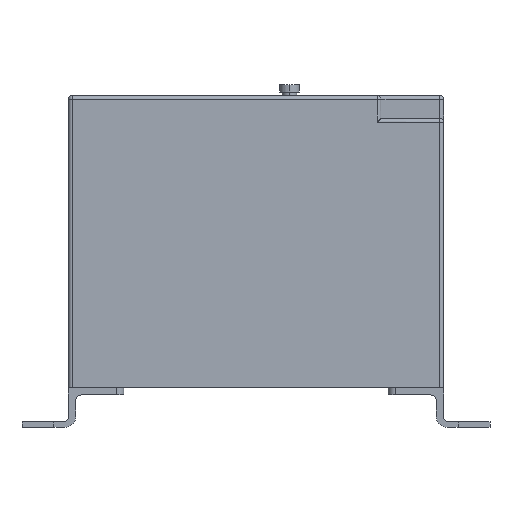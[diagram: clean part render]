
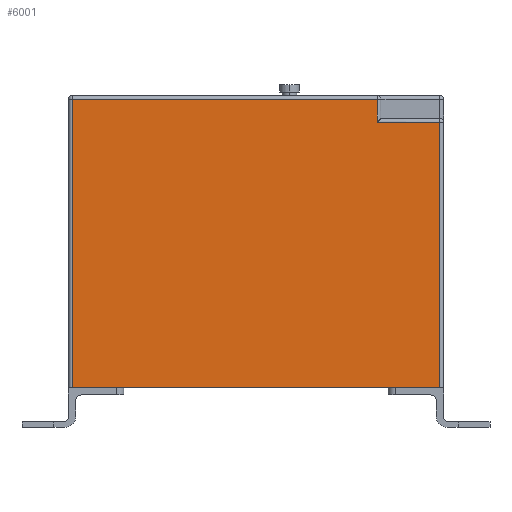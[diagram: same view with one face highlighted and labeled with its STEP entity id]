
A CAD part, left-side view. The second image highlights one B-rep face of the part: STEP entity #6001.
In plain terms, the highlighted planar face has unit normal (-1, 0, 0).
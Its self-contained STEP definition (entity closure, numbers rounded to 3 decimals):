
#83 = VERTEX_POINT ( 'NONE', #6020 ) ;
#86 = VECTOR ( 'NONE', #7818, 1000. ) ;
#312 = ORIENTED_EDGE ( 'NONE', *, *, #8285, .T. ) ;
#318 = ORIENTED_EDGE ( 'NONE', *, *, #2308, .T. ) ;
#464 = LINE ( 'NONE', #8713, #86 ) ;
#541 = CARTESIAN_POINT ( 'NONE',  ( 0., 49.9, -39.6 ) ) ;
#674 = CARTESIAN_POINT ( 'NONE',  ( 0., -32.9, 39.6 ) ) ;
#920 = VERTEX_POINT ( 'NONE', #3464 ) ;
#927 = VECTOR ( 'NONE', #8251, 1000. ) ;
#1220 = LINE ( 'NONE', #6999, #4042 ) ;
#1400 = CARTESIAN_POINT ( 'NONE',  ( 0., 0., 0. ) ) ;
#2115 = EDGE_CURVE ( 'NONE', #83, #9930, #1220, .T. ) ;
#2191 = PLANE ( 'NONE',  #3618 ) ;
#2232 = DIRECTION ( 'NONE',  ( 0., 0., 1. ) ) ;
#2308 = EDGE_CURVE ( 'NONE', #920, #5462, #9440, .T. ) ;
#3264 = VERTEX_POINT ( 'NONE', #9576 ) ;
#3464 = CARTESIAN_POINT ( 'NONE',  ( 0., -49.9, 32.4 ) ) ;
#3618 = AXIS2_PLACEMENT_3D ( 'NONE', #1400, #9176, #2232 ) ;
#4042 = VECTOR ( 'NONE', #6194, 1000. ) ;
#4069 = VECTOR ( 'NONE', #10227, 1000. ) ;
#4272 = DIRECTION ( 'NONE',  ( 0., 0., 1. ) ) ;
#4448 = VECTOR ( 'NONE', #6986, 1000. ) ;
#4517 = EDGE_CURVE ( 'NONE', #3264, #10556, #8314, .T. ) ;
#4959 = EDGE_LOOP ( 'NONE', ( #8022, #312, #318, #8418, #10112, #6945 ) ) ;
#5002 = LINE ( 'NONE', #5958, #4069 ) ;
#5462 = VERTEX_POINT ( 'NONE', #5645 ) ;
#5635 = CARTESIAN_POINT ( 'NONE',  ( 0., 49.9, 38.6 ) ) ;
#5645 = CARTESIAN_POINT ( 'NONE',  ( 0., -32.9, 32.4 ) ) ;
#5679 = VECTOR ( 'NONE', #4272, 1000. ) ;
#5845 = EDGE_CURVE ( 'NONE', #9930, #10556, #464, .T. ) ;
#5853 = FACE_OUTER_BOUND ( 'NONE', #4959, .T. ) ;
#5958 = CARTESIAN_POINT ( 'NONE',  ( 0., -49.9, 33.4 ) ) ;
#6001 = ADVANCED_FACE ( 'NONE', ( #5853 ), #2191, .T. ) ;
#6020 = CARTESIAN_POINT ( 'NONE',  ( 0., -32.9, 38.6 ) ) ;
#6106 = CARTESIAN_POINT ( 'NONE',  ( 0., -33.9, 32.4 ) ) ;
#6194 = DIRECTION ( 'NONE',  ( 0., 1., 0. ) ) ;
#6945 = ORIENTED_EDGE ( 'NONE', *, *, #5845, .T. ) ;
#6986 = DIRECTION ( 'NONE',  ( 0., 1., 0. ) ) ;
#6999 = CARTESIAN_POINT ( 'NONE',  ( 0., 50.9, 38.6 ) ) ;
#7807 = EDGE_CURVE ( 'NONE', #5462, #83, #8125, .T. ) ;
#7818 = DIRECTION ( 'NONE',  ( 0., 0., -1. ) ) ;
#8022 = ORIENTED_EDGE ( 'NONE', *, *, #4517, .F. ) ;
#8125 = LINE ( 'NONE', #674, #5679 ) ;
#8251 = DIRECTION ( 'NONE',  ( 0., 1., 0. ) ) ;
#8285 = EDGE_CURVE ( 'NONE', #3264, #920, #5002, .T. ) ;
#8314 = LINE ( 'NONE', #9191, #927 ) ;
#8418 = ORIENTED_EDGE ( 'NONE', *, *, #7807, .T. ) ;
#8713 = CARTESIAN_POINT ( 'NONE',  ( 0., 49.9, -39.6 ) ) ;
#9176 = DIRECTION ( 'NONE',  ( -1., 0., 0. ) ) ;
#9191 = CARTESIAN_POINT ( 'NONE',  ( 0., -50.9, -39.6 ) ) ;
#9440 = LINE ( 'NONE', #6106, #4448 ) ;
#9576 = CARTESIAN_POINT ( 'NONE',  ( 0., -49.9, -39.6 ) ) ;
#9930 = VERTEX_POINT ( 'NONE', #5635 ) ;
#10112 = ORIENTED_EDGE ( 'NONE', *, *, #2115, .T. ) ;
#10227 = DIRECTION ( 'NONE',  ( 0., 0., 1. ) ) ;
#10556 = VERTEX_POINT ( 'NONE', #541 ) ;
